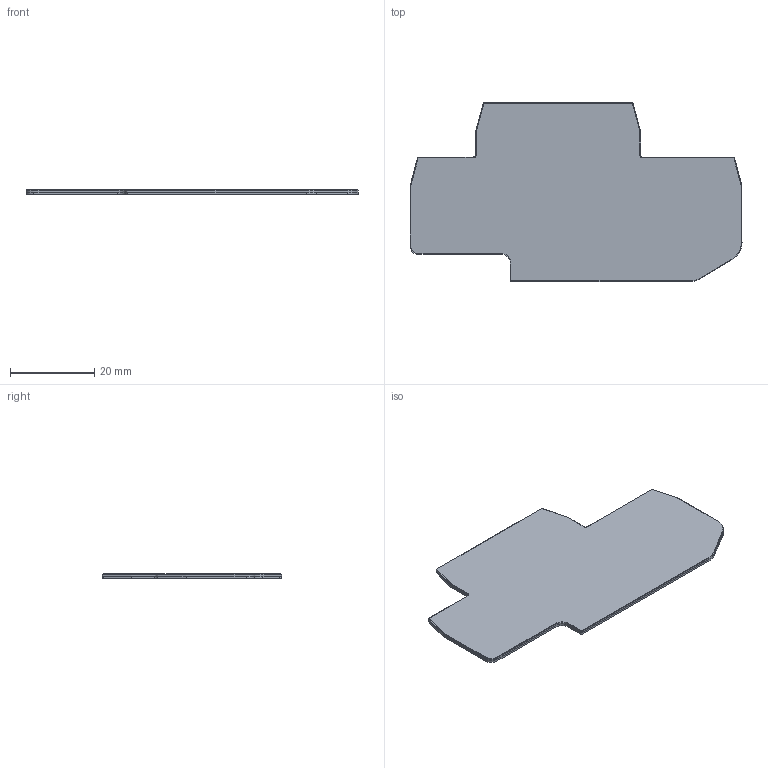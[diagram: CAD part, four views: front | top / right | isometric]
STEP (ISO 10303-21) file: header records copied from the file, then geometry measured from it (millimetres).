
FILE_DESCRIPTION (( 'STEP AP203' ), '1' );
FILE_NAME ('KN-PEC25-18.step', '2025-04-29T14:28:42', ( '' ), ( '' ), 'SwSTEP 2.0', 'SolidWorks 2024', '' );
FILE_SCHEMA (( 'CONFIG_CONTROL_DESIGN' ));
Length unit declared in the file: millimetre
Products named in the file (1): KN-PEC25-18
Bounding box: 79.04 x 42.62 x 1 mm (x, y, z)
Volume: 2630.2 mm3; surface area: 10763.5 mm2
Topology: 2 solids, 2 shells, 95 faces, 270 edges, 180 vertices
Faces by surface type: plane 50, cylinder 45
Entity records: 3189 total; most frequent: DIRECTION 552, CARTESIAN_POINT 546, ORIENTED_EDGE 540, EDGE_CURVE 270, AXIS2_PLACEMENT_3D 186, LINE 180, VERTEX_POINT 180, VECTOR 180
